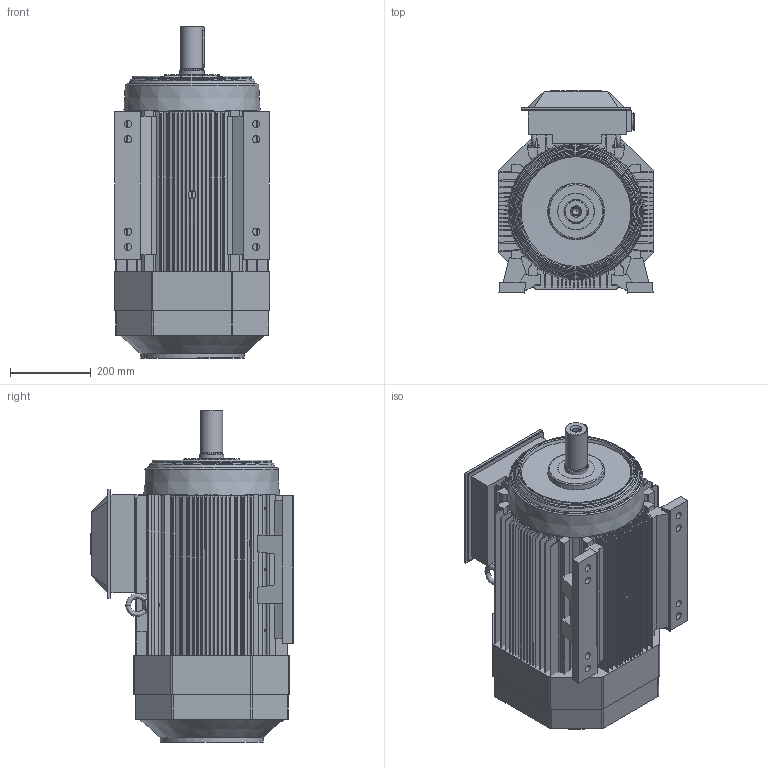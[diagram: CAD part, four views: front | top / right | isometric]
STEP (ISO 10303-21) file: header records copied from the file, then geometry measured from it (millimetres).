
FILE_DESCRIPTION((''),'2;1');
FILE_NAME('3GZV100086-17.stp','2015-07-02T11:22:22',('sejotaa1'),(''),'Autodesk Inventor 2011','Autodesk Inventor 2011','');
FILE_SCHEMA(('AUTOMOTIVE_DESIGN { 1 0 10303 214 1 1 1 1 }'));
Length unit declared in the file: millimetre
Products named in the file (1): 3GZV100086-17
Bounding box: 386 x 502 x 823.14 mm (x, y, z)
Volume: 97969452.9 mm3; surface area: 7475573.6 mm2
Topology: 20 solids, 166 shells, 2110 faces, 5692 edges, 3812 vertices
Faces by surface type: plane 1118, cylinder 834, cone 78, torus 40, bspline 38, sphere 2
Full cylindrical faces by diameter (mm): 3.3 x8, 5.5 x8, 6.6 x2, 8.4 x2, 10.106 x12, 12 x6, 16 x2, 17.294 x2, 18 x18, 20.127 x4, 21 x2, 30 x4, 30.815 x2, 40 x4, 44 x2, 44.942 x2, 47 x2, 49 x2, 49.4 x2, 50 x2, 54.4 x2, 55 x2, 59 x4, 59.4 x2, 60 x2, 70 x2, 71 x2, 256.433 x2, 323 x2, 331 x4
Entity records: 74514 total; most frequent: CARTESIAN_POINT 19089, DIRECTION 11116, ORIENTED_EDGE 10388, EDGE_CURVE 5432, AXIS2_PLACEMENT_3D 4023, VERTEX_POINT 3774, VECTOR 3070, LINE 3070
